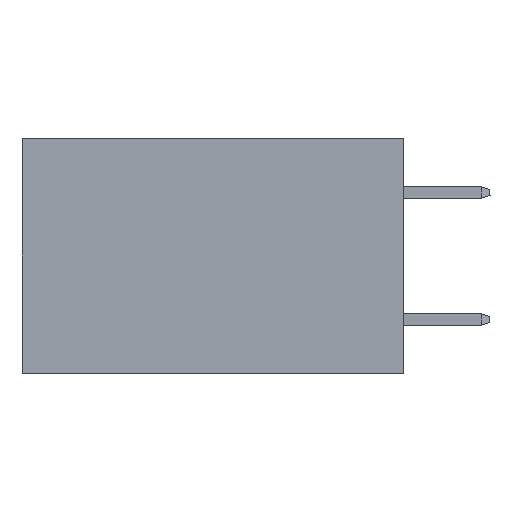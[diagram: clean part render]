
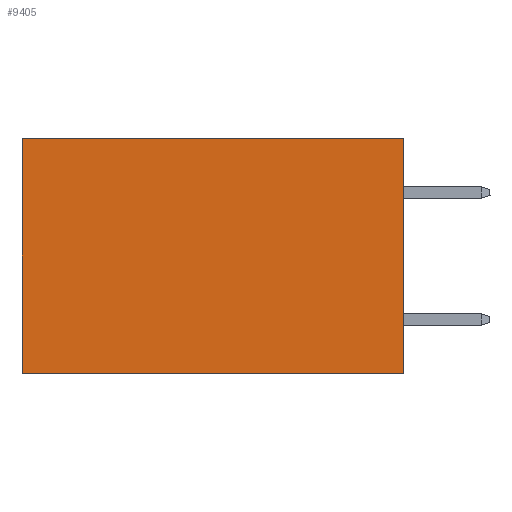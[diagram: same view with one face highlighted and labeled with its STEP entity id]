
A CAD part, left-side view. The second image highlights one B-rep face of the part: STEP entity #9405.
In plain terms, the highlighted planar face has unit normal (-1, 0, 0).
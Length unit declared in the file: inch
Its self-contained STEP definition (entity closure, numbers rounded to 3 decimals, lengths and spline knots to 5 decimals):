
#918 = FACE_OUTER_BOUND ( 'NONE', #30069, .T. ) ;
#2373 = LINE ( 'NONE', #15581, #29471 ) ;
#4480 = VERTEX_POINT ( 'NONE', #31759 ) ;
#5008 = ORIENTED_EDGE ( 'NONE', *, *, #25409, .F. ) ;
#5101 = CARTESIAN_POINT ( 'NONE',  ( 0.2875, 0.6, 0. ) ) ;
#9405 = ADVANCED_FACE ( 'NONE', ( #918 ), #14828, .F. ) ;
#9781 = CARTESIAN_POINT ( 'NONE',  ( 0.2875, 0., 0. ) ) ;
#11523 = LINE ( 'NONE', #19266, #34364 ) ;
#13896 = VECTOR ( 'NONE', #41550, 39.37008 ) ;
#13901 = VECTOR ( 'NONE', #32060, 39.37008 ) ;
#14579 = VERTEX_POINT ( 'NONE', #9781 ) ;
#14828 = PLANE ( 'NONE',  #44929 ) ;
#15581 = CARTESIAN_POINT ( 'NONE',  ( 0.2875, 0., 0. ) ) ;
#18080 = CARTESIAN_POINT ( 'NONE',  ( 0.2875, 0.6, 0. ) ) ;
#19266 = CARTESIAN_POINT ( 'NONE',  ( 0.2875, 0., 0. ) ) ;
#21535 = ORIENTED_EDGE ( 'NONE', *, *, #23709, .T. ) ;
#21622 = LINE ( 'NONE', #27603, #13896 ) ;
#22396 = VERTEX_POINT ( 'NONE', #5101 ) ;
#23418 = EDGE_CURVE ( 'NONE', #14579, #24702, #11523, .T. ) ;
#23709 = EDGE_CURVE ( 'NONE', #22396, #4480, #28830, .T. ) ;
#24446 = ORIENTED_EDGE ( 'NONE', *, *, #29047, .T. ) ;
#24702 = VERTEX_POINT ( 'NONE', #25817 ) ;
#25409 = EDGE_CURVE ( 'NONE', #24702, #4480, #21622, .T. ) ;
#25817 = CARTESIAN_POINT ( 'NONE',  ( 0.2875, 0., -0.37 ) ) ;
#27603 = CARTESIAN_POINT ( 'NONE',  ( 0.2875, 0., -0.37 ) ) ;
#28790 = DIRECTION ( 'NONE',  ( 0., 0., -1. ) ) ;
#28830 = LINE ( 'NONE', #18080, #13901 ) ;
#29047 = EDGE_CURVE ( 'NONE', #14579, #22396, #2373, .T. ) ;
#29471 = VECTOR ( 'NONE', #40538, 39.37008 ) ;
#30069 = EDGE_LOOP ( 'NONE', ( #21535, #5008, #44039, #24446 ) ) ;
#31759 = CARTESIAN_POINT ( 'NONE',  ( 0.2875, 0.6, -0.37 ) ) ;
#32060 = DIRECTION ( 'NONE',  ( 0., 0., -1. ) ) ;
#33247 = DIRECTION ( 'NONE',  ( 0., 0., -1. ) ) ;
#34364 = VECTOR ( 'NONE', #33247, 39.37008 ) ;
#40538 = DIRECTION ( 'NONE',  ( 0., 1., 0. ) ) ;
#41550 = DIRECTION ( 'NONE',  ( 0., 1., 0. ) ) ;
#42057 = DIRECTION ( 'NONE',  ( 1., 0., 0. ) ) ;
#42499 = CARTESIAN_POINT ( 'NONE',  ( 0.2875, 0., 0. ) ) ;
#44039 = ORIENTED_EDGE ( 'NONE', *, *, #23418, .F. ) ;
#44929 = AXIS2_PLACEMENT_3D ( 'NONE', #42499, #42057, #28790 ) ;
